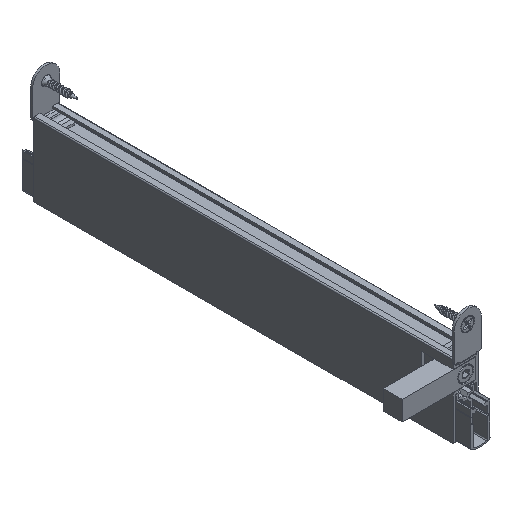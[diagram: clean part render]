
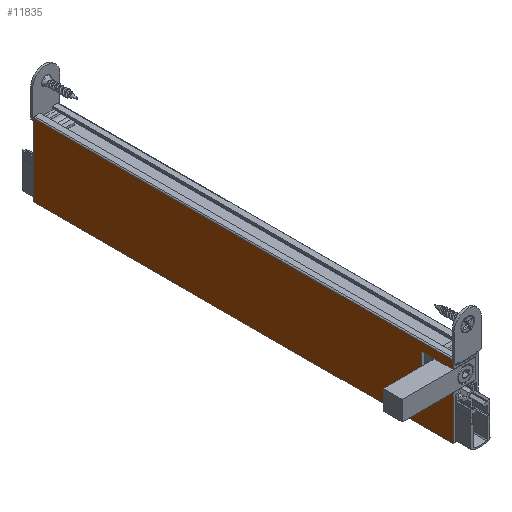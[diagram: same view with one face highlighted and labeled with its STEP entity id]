
A CAD part, isometric view. The second image highlights one B-rep face of the part: STEP entity #11835.
In plain terms, the highlighted planar face has unit normal (-1, 0, 0).
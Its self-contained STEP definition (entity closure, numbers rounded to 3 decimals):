
#870=CIRCLE('',#12939,0.5);
#871=CIRCLE('',#12940,0.5);
#1072=ORIENTED_EDGE('',*,*,#4666,.T.);
#1073=ORIENTED_EDGE('',*,*,#4667,.T.);
#1074=ORIENTED_EDGE('',*,*,#4668,.T.);
#1075=ORIENTED_EDGE('',*,*,#4669,.T.);
#1076=ORIENTED_EDGE('',*,*,#4670,.T.);
#1077=ORIENTED_EDGE('',*,*,#4671,.F.);
#1078=ORIENTED_EDGE('',*,*,#4672,.F.);
#1079=ORIENTED_EDGE('',*,*,#4673,.T.);
#1080=ORIENTED_EDGE('',*,*,#4674,.T.);
#1081=ORIENTED_EDGE('',*,*,#4675,.F.);
#4666=EDGE_CURVE('',#6463,#6464,#7659,.T.);
#4667=EDGE_CURVE('',#6464,#6465,#870,.F.);
#4668=EDGE_CURVE('',#6465,#6466,#7660,.T.);
#4669=EDGE_CURVE('',#6466,#6467,#871,.F.);
#4670=EDGE_CURVE('',#6467,#6468,#7661,.T.);
#4671=EDGE_CURVE('',#6469,#6468,#7662,.T.);
#4672=EDGE_CURVE('',#6470,#6469,#7663,.T.);
#4673=EDGE_CURVE('',#6470,#6471,#7664,.T.);
#4674=EDGE_CURVE('',#6471,#6472,#7665,.T.);
#4675=EDGE_CURVE('',#6463,#6472,#7666,.T.);
#6463=VERTEX_POINT('',#16668);
#6464=VERTEX_POINT('',#16669);
#6465=VERTEX_POINT('',#16671);
#6466=VERTEX_POINT('',#16673);
#6467=VERTEX_POINT('',#16675);
#6468=VERTEX_POINT('',#16677);
#6469=VERTEX_POINT('',#16679);
#6470=VERTEX_POINT('',#16681);
#6471=VERTEX_POINT('',#16683);
#6472=VERTEX_POINT('',#16685);
#7659=LINE('',#16667,#8722);
#7660=LINE('',#16672,#8723);
#7661=LINE('',#16676,#8724);
#7662=LINE('',#16678,#8725);
#7663=LINE('',#16680,#8726);
#7664=LINE('',#16682,#8727);
#7665=LINE('',#16684,#8728);
#7666=LINE('',#16686,#8729);
#8722=VECTOR('',#13833,1000.);
#8723=VECTOR('',#13836,1000.);
#8724=VECTOR('',#13839,1000.);
#8725=VECTOR('',#13840,1000.);
#8726=VECTOR('',#13841,1000.);
#8727=VECTOR('',#13842,1000.);
#8728=VECTOR('',#13843,1000.);
#8729=VECTOR('',#13844,1000.);
#9782=EDGE_LOOP('',(#1072,#1073,#1074,#1075,#1076,#1077,#1078,#1079,#1080,
#1081));
#10569=FACE_BOUND('',#9782,.T.);
#11356=PLANE('',#12938);
#11835=ADVANCED_FACE('',(#10569),#11356,.T.);
#12938=AXIS2_PLACEMENT_3D('',#16666,#13831,#13832);
#12939=AXIS2_PLACEMENT_3D('',#16670,#13834,#13835);
#12940=AXIS2_PLACEMENT_3D('',#16674,#13837,#13838);
#13831=DIRECTION('',(-1.,0.,0.));
#13832=DIRECTION('',(0.,0.,1.));
#13833=DIRECTION('',(0.,1.,0.));
#13834=DIRECTION('',(-1.,0.,0.));
#13835=DIRECTION('',(0.,0.,1.));
#13836=DIRECTION('',(0.,0.,1.));
#13837=DIRECTION('',(-1.,0.,0.));
#13838=DIRECTION('',(0.,0.,1.));
#13839=DIRECTION('',(0.,-1.,0.));
#13840=DIRECTION('',(0.,0.,-1.));
#13841=DIRECTION('',(0.,-1.,0.));
#13842=DIRECTION('',(0.,0.,-1.));
#13843=DIRECTION('',(0.,-1.,0.));
#13844=DIRECTION('',(0.,0.,-1.));
#16666=CARTESIAN_POINT('',(-6.,200.,21.733));
#16667=CARTESIAN_POINT('',(-6.,200.,8.233));
#16668=CARTESIAN_POINT('',(-6.,0.,8.233));
#16669=CARTESIAN_POINT('',(-6.,14.5,8.233));
#16670=CARTESIAN_POINT('',(-6.,14.5,8.733));
#16671=CARTESIAN_POINT('',(-6.,15.,8.733));
#16672=CARTESIAN_POINT('',(-6.,15.,21.733));
#16673=CARTESIAN_POINT('',(-6.,15.,17.433));
#16674=CARTESIAN_POINT('',(-6.,14.5,17.433));
#16675=CARTESIAN_POINT('',(-6.,14.5,17.933));
#16676=CARTESIAN_POINT('',(-6.,200.,17.933));
#16677=CARTESIAN_POINT('',(-6.,0.,17.933));
#16678=CARTESIAN_POINT('',(-6.,0.,21.733));
#16679=CARTESIAN_POINT('',(-6.,0.,21.733));
#16680=CARTESIAN_POINT('',(-6.,200.,21.733));
#16681=CARTESIAN_POINT('',(-6.,200.,21.733));
#16682=CARTESIAN_POINT('',(-6.,200.,21.733));
#16683=CARTESIAN_POINT('',(-6.,200.,-12.767));
#16684=CARTESIAN_POINT('',(-6.,200.,-12.767));
#16685=CARTESIAN_POINT('',(-6.,0.,-12.767));
#16686=CARTESIAN_POINT('',(-6.,0.,21.733));
